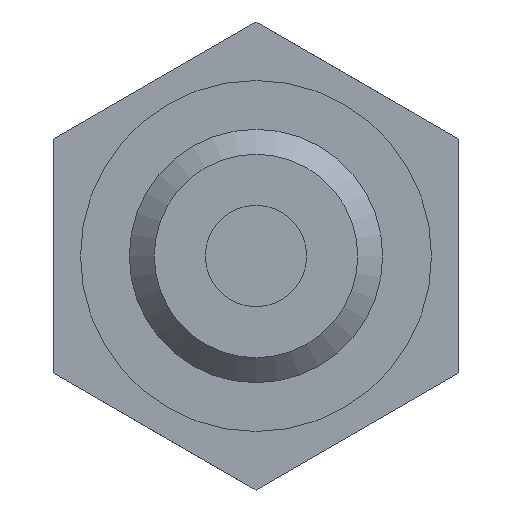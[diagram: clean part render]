
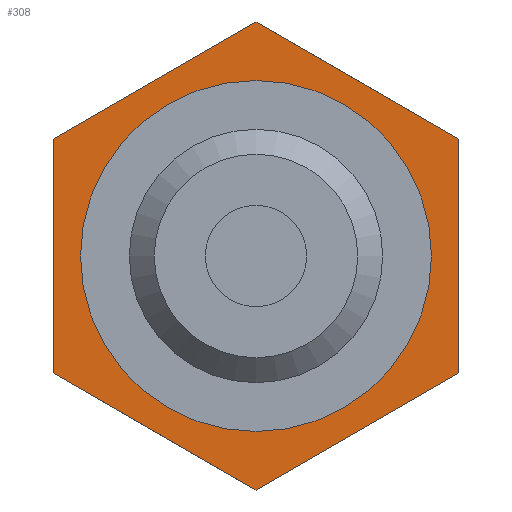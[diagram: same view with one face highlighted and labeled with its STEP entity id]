
A CAD part, left-side view. The second image highlights one B-rep face of the part: STEP entity #308.
In plain terms, the highlighted planar face has unit normal (-1, 0, 0).
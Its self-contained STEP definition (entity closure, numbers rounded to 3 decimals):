
#26=LINE('',#499,#38);
#27=LINE('',#502,#39);
#28=LINE('',#504,#40);
#29=LINE('',#506,#41);
#30=LINE('',#508,#42);
#31=LINE('',#510,#43);
#38=VECTOR('',#415,1000.);
#39=VECTOR('',#416,1000.);
#40=VECTOR('',#417,1000.);
#41=VECTOR('',#418,1000.);
#42=VECTOR('',#419,1000.);
#43=VECTOR('',#420,1000.);
#77=ORIENTED_EDGE('',*,*,#138,.T.);
#78=ORIENTED_EDGE('',*,*,#139,.T.);
#79=ORIENTED_EDGE('',*,*,#140,.T.);
#80=ORIENTED_EDGE('',*,*,#141,.T.);
#81=ORIENTED_EDGE('',*,*,#142,.T.);
#82=ORIENTED_EDGE('',*,*,#143,.T.);
#83=ORIENTED_EDGE('',*,*,#137,.T.);
#137=EDGE_CURVE('',#171,#171,#199,.T.);
#138=EDGE_CURVE('',#172,#173,#26,.T.);
#139=EDGE_CURVE('',#173,#174,#27,.T.);
#140=EDGE_CURVE('',#174,#175,#28,.T.);
#141=EDGE_CURVE('',#175,#176,#29,.T.);
#142=EDGE_CURVE('',#176,#177,#30,.T.);
#143=EDGE_CURVE('',#177,#172,#31,.T.);
#171=VERTEX_POINT('',#497);
#172=VERTEX_POINT('',#500);
#173=VERTEX_POINT('',#501);
#174=VERTEX_POINT('',#503);
#175=VERTEX_POINT('',#505);
#176=VERTEX_POINT('',#507);
#177=VERTEX_POINT('',#509);
#199=CIRCLE('',#353,3.464);
#223=EDGE_LOOP('',(#77,#78,#79,#80,#81,#82));
#224=EDGE_LOOP('',(#83));
#263=FACE_BOUND('',#223,.T.);
#264=FACE_BOUND('',#224,.T.);
#290=PLANE('',#354);
#308=ADVANCED_FACE('',(#263,#264),#290,.F.);
#353=AXIS2_PLACEMENT_3D('',#496,#411,#412);
#354=AXIS2_PLACEMENT_3D('',#498,#413,#414);
#411=DIRECTION('',(1.,0.,0.));
#412=DIRECTION('',(0.,0.,-1.));
#413=DIRECTION('',(1.,0.,0.));
#414=DIRECTION('',(0.,0.,-1.));
#415=DIRECTION('',(0.,0.,-1.));
#416=DIRECTION('',(0.,-0.866,-0.5));
#417=DIRECTION('',(0.,-0.866,0.5));
#418=DIRECTION('',(0.,0.,1.));
#419=DIRECTION('',(0.,0.866,0.5));
#420=DIRECTION('',(0.,0.866,-0.5));
#496=CARTESIAN_POINT('',(4.558,0.,0.));
#497=CARTESIAN_POINT('',(4.558,0.,-3.464));
#498=CARTESIAN_POINT('',(4.558,3.464,0.));
#499=CARTESIAN_POINT('',(4.558,4.,0.));
#500=CARTESIAN_POINT('',(4.558,4.,2.309));
#501=CARTESIAN_POINT('',(4.558,4.,-2.309));
#502=CARTESIAN_POINT('',(4.558,4.598,-1.964));
#503=CARTESIAN_POINT('',(4.558,0.,-4.619));
#504=CARTESIAN_POINT('',(4.558,0.598,-4.964));
#505=CARTESIAN_POINT('',(4.558,-4.,-2.309));
#506=CARTESIAN_POINT('',(4.558,-4.,0.));
#507=CARTESIAN_POINT('',(4.558,-4.,2.309));
#508=CARTESIAN_POINT('',(4.558,0.598,4.964));
#509=CARTESIAN_POINT('',(4.558,0.,4.619));
#510=CARTESIAN_POINT('',(4.558,4.598,1.964));
